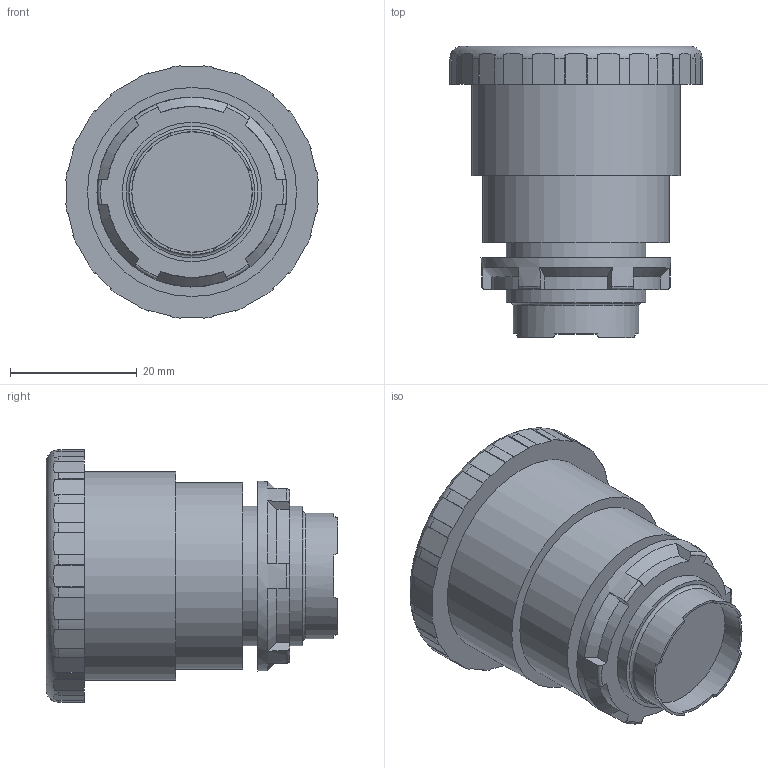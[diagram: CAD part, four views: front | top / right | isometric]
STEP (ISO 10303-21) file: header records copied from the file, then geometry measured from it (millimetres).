
FILE_DESCRIPTION(/* description */ ('STEP AP203'),/* implementation_level */ '2;1');
FILE_NAME(/* name */ 'ECX 4135',/* time_stamp */ '2025-06-13T11:06:17+02:00',/* author */ ('License CC BY-ND 4.0'),/* organization */ ('CADENAS'),/* preprocessor_version */ 'ST-DEVELOPER v19.3',/* originating_system */ 'PARTsolutions',/* authorisation */ ' ');
FILE_SCHEMA (('CONFIG_CONTROL_DESIGN'));
Length unit declared in the file: millimetre
Products named in the file (3): ECX 4135; ECX 4135(button); PL2727PI
Assembly tree (2 placements, depth 2):
  ECX 4135
    ECX 4135(button)
    PL2727PI
Bounding box: 39.85 x 46 x 39.85 mm (x, y, z)
Volume: 31045.2 mm3; surface area: 8320.7 mm2
Topology: 1 solids, 2 shells, 207 faces, 584 edges, 385 vertices
Faces by surface type: plane 141, cylinder 42, cone 16, torus 8
Full cylindrical faces by diameter (mm): 19 x1, 19.79 x1, 20.6 x1, 22 x1, 29.4 x1, 33 x1
Entity records: 7710 total; most frequent: CARTESIAN_POINT 1424, ORIENTED_EDGE 1124, DIRECTION 1108, EDGE_CURVE 562, AXIS2_PLACEMENT_3D 420, VERTEX_POINT 376, LINE 268, VECTOR 268
